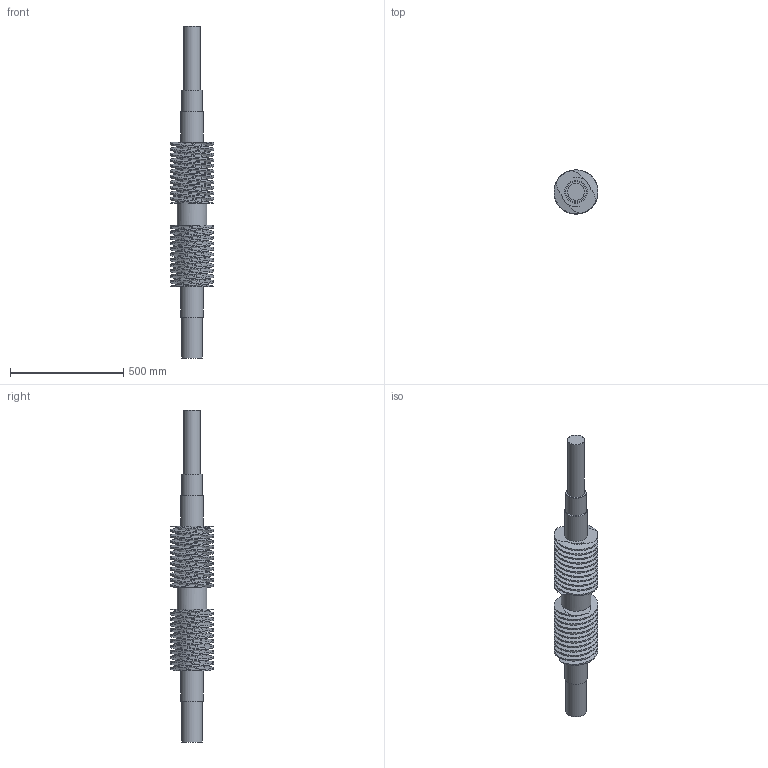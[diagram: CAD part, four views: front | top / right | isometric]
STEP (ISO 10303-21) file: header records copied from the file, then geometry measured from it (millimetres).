
FILE_DESCRIPTION(('Open CASCADE Model'),'2;1');
FILE_NAME('Open CASCADE Shape Model','2025-07-25T13:19:34',('Author'),( 'Open CASCADE'),'Open CASCADE STEP processor 7.7','Open CASCADE 7.7' ,'Unknown');
FILE_SCHEMA(('AUTOMOTIVE_DESIGN { 1 0 10303 214 1 1 1 1 }'));
Length unit declared in the file: millimetre
Products named in the file (1): Open CASCADE STEP translator 7.7 1
Bounding box: 193.8 x 193.8 x 1463.2 mm (x, y, z)
Volume: 17852501.8 mm3; surface area: 1208341.8 mm2
Topology: 1 solids, 1 shells, 73 faces, 198 edges, 132 vertices
Faces by surface type: cylinder 54, plane 11, bspline 8
Full cylindrical faces by diameter (mm): 75 x1, 90 x2, 100 x2, 130.82 x19, 193.8 x18
Entity records: 32408 total; most frequent: CARTESIAN_POINT 29124, ORIENTED_EDGE 396, PCURVE 396, DEFINITIONAL_REPRESENTATION 396, DIRECTION 382, B_SPLINE_CURVE_WITH_KNOTS 360, EDGE_CURVE 198, SURFACE_CURVE 192
